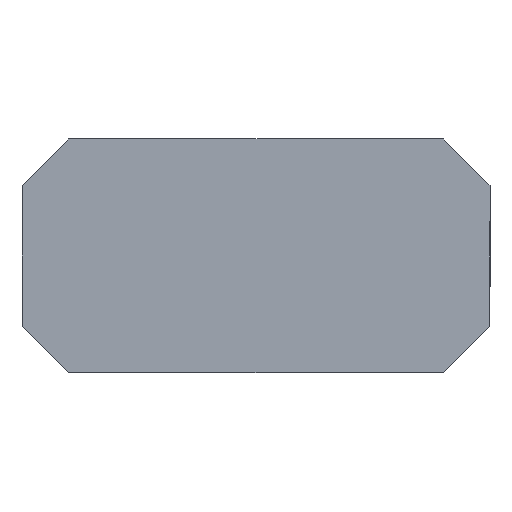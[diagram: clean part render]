
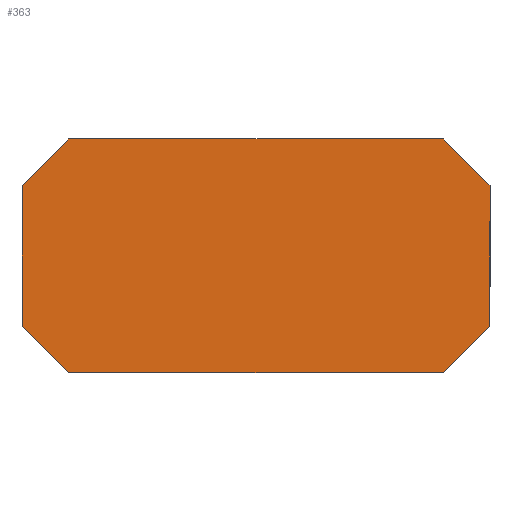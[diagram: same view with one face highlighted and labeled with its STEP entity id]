
A CAD part, front view. The second image highlights one B-rep face of the part: STEP entity #363.
In plain terms, the highlighted planar face has unit normal (0, -1, 0).
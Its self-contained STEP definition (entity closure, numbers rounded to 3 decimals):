
#9 = EDGE_LOOP ( 'NONE', ( #203, #235, #475, #146, #398, #402, #219, #295 ) ) ;
#10 = EDGE_CURVE ( 'NONE', #192, #480, #110, .T. ) ;
#12 = VERTEX_POINT ( 'NONE', #307 ) ;
#14 = VERTEX_POINT ( 'NONE', #464 ) ;
#15 = VECTOR ( 'NONE', #254, 1000. ) ;
#18 = CARTESIAN_POINT ( 'NONE',  ( -50., 0., -15. ) ) ;
#19 = EDGE_CURVE ( 'NONE', #12, #346, #119, .T. ) ;
#39 = VERTEX_POINT ( 'NONE', #18 ) ;
#44 = CARTESIAN_POINT ( 'NONE',  ( 0., 0., 0. ) ) ;
#56 = DIRECTION ( 'NONE',  ( -0.707, 0., 0.707 ) ) ;
#57 = VERTEX_POINT ( 'NONE', #416 ) ;
#78 = CARTESIAN_POINT ( 'NONE',  ( -50., 0., -25. ) ) ;
#79 = LINE ( 'NONE', #118, #123 ) ;
#87 = VECTOR ( 'NONE', #216, 1000. ) ;
#93 = CARTESIAN_POINT ( 'NONE',  ( 50., 0., 15. ) ) ;
#104 = CARTESIAN_POINT ( 'NONE',  ( 40., 0., 25. ) ) ;
#110 = LINE ( 'NONE', #262, #379 ) ;
#117 = VECTOR ( 'NONE', #212, 1000. ) ;
#118 = CARTESIAN_POINT ( 'NONE',  ( -50., 0., -25. ) ) ;
#119 = LINE ( 'NONE', #449, #15 ) ;
#120 = EDGE_CURVE ( 'NONE', #12, #14, #79, .T. ) ;
#123 = VECTOR ( 'NONE', #253, 1000. ) ;
#146 = ORIENTED_EDGE ( 'NONE', *, *, #19, .T. ) ;
#153 = CARTESIAN_POINT ( 'NONE',  ( -40., 0., 25. ) ) ;
#172 = VERTEX_POINT ( 'NONE', #104 ) ;
#178 = CARTESIAN_POINT ( 'NONE',  ( 50., 0., -15. ) ) ;
#186 = CARTESIAN_POINT ( 'NONE',  ( 50., 0., -25. ) ) ;
#192 = VERTEX_POINT ( 'NONE', #153 ) ;
#198 = DIRECTION ( 'NONE',  ( 0., 1., 0. ) ) ;
#203 = ORIENTED_EDGE ( 'NONE', *, *, #358, .F. ) ;
#212 = DIRECTION ( 'NONE',  ( 1., 0., 0. ) ) ;
#216 = DIRECTION ( 'NONE',  ( 0., 0., -1. ) ) ;
#219 = ORIENTED_EDGE ( 'NONE', *, *, #251, .F. ) ;
#221 = LINE ( 'NONE', #186, #87 ) ;
#233 = DIRECTION ( 'NONE',  ( 0., 0., 1. ) ) ;
#235 = ORIENTED_EDGE ( 'NONE', *, *, #394, .T. ) ;
#236 = CARTESIAN_POINT ( 'NONE',  ( -50., 0., -15. ) ) ;
#251 = EDGE_CURVE ( 'NONE', #192, #172, #411, .T. ) ;
#253 = DIRECTION ( 'NONE',  ( -1., 0., 0. ) ) ;
#254 = DIRECTION ( 'NONE',  ( 0.707, 0., 0.707 ) ) ;
#262 = CARTESIAN_POINT ( 'NONE',  ( -40., 0., 25. ) ) ;
#263 = EDGE_CURVE ( 'NONE', #57, #346, #221, .T. ) ;
#274 = DIRECTION ( 'NONE',  ( 0., 0., 1. ) ) ;
#282 = VECTOR ( 'NONE', #56, 1000. ) ;
#295 = ORIENTED_EDGE ( 'NONE', *, *, #10, .T. ) ;
#307 = CARTESIAN_POINT ( 'NONE',  ( 40., 0., -25. ) ) ;
#308 = VECTOR ( 'NONE', #233, 1000. ) ;
#321 = EDGE_CURVE ( 'NONE', #57, #172, #487, .T. ) ;
#346 = VERTEX_POINT ( 'NONE', #178 ) ;
#351 = FACE_OUTER_BOUND ( 'NONE', #9, .T. ) ;
#358 = EDGE_CURVE ( 'NONE', #39, #480, #390, .T. ) ;
#363 = ADVANCED_FACE ( 'NONE', ( #351 ), #387, .F. ) ;
#379 = VECTOR ( 'NONE', #417, 1000. ) ;
#387 = PLANE ( 'NONE',  #467 ) ;
#390 = LINE ( 'NONE', #78, #308 ) ;
#394 = EDGE_CURVE ( 'NONE', #39, #14, #465, .T. ) ;
#398 = ORIENTED_EDGE ( 'NONE', *, *, #263, .F. ) ;
#402 = ORIENTED_EDGE ( 'NONE', *, *, #321, .T. ) ;
#409 = VECTOR ( 'NONE', #426, 1000. ) ;
#411 = LINE ( 'NONE', #415, #117 ) ;
#415 = CARTESIAN_POINT ( 'NONE',  ( -50., 0., 25. ) ) ;
#416 = CARTESIAN_POINT ( 'NONE',  ( 50., 0., 15. ) ) ;
#417 = DIRECTION ( 'NONE',  ( -0.707, 0., -0.707 ) ) ;
#426 = DIRECTION ( 'NONE',  ( 0.707, 0., -0.707 ) ) ;
#449 = CARTESIAN_POINT ( 'NONE',  ( 40., 0., -25. ) ) ;
#464 = CARTESIAN_POINT ( 'NONE',  ( -40., 0., -25. ) ) ;
#465 = LINE ( 'NONE', #236, #409 ) ;
#467 = AXIS2_PLACEMENT_3D ( 'NONE', #44, #198, #274 ) ;
#474 = CARTESIAN_POINT ( 'NONE',  ( -50., 0., 15. ) ) ;
#475 = ORIENTED_EDGE ( 'NONE', *, *, #120, .F. ) ;
#480 = VERTEX_POINT ( 'NONE', #474 ) ;
#487 = LINE ( 'NONE', #93, #282 ) ;
